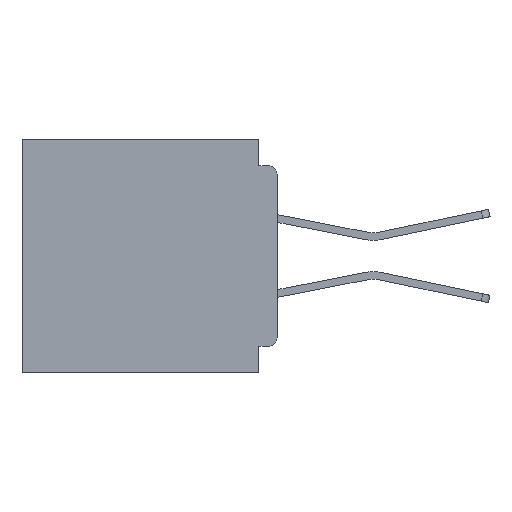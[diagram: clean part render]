
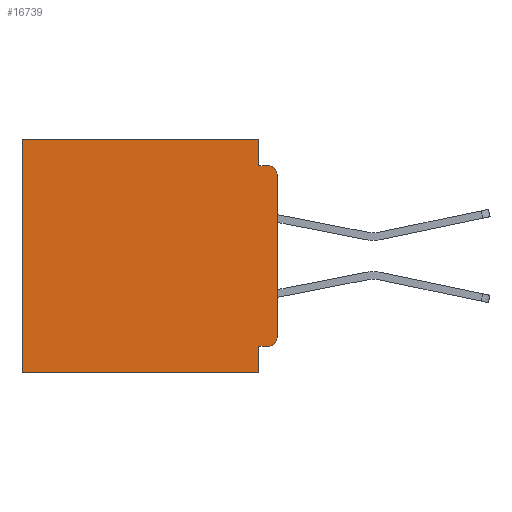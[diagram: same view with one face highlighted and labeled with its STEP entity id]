
A CAD part, left-side view. The second image highlights one B-rep face of the part: STEP entity #16739.
In plain terms, the highlighted planar face has unit normal (-1, 0, 0).
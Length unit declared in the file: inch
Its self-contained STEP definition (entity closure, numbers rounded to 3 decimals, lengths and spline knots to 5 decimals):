
#20 = VECTOR ( 'NONE', #32499, 39.37008 ) ;
#105 = CARTESIAN_POINT ( 'NONE',  ( 0.3, 0.031, 0. ) ) ;
#532 = LINE ( 'NONE', #5179, #29909 ) ;
#1792 = EDGE_CURVE ( 'NONE', #39609, #16601, #40173, .T. ) ;
#3362 = VECTOR ( 'NONE', #30633, 39.37008 ) ;
#4546 = DIRECTION ( 'NONE',  ( 0., 0., -1. ) ) ;
#4972 = CARTESIAN_POINT ( 'NONE',  ( 0.3, 0., -0.355 ) ) ;
#5179 = CARTESIAN_POINT ( 'NONE',  ( 0.3, 0., -0.045 ) ) ;
#6328 = LINE ( 'NONE', #105, #17263 ) ;
#7061 = DIRECTION ( 'NONE',  ( 0., 1., 0. ) ) ;
#7336 = VECTOR ( 'NONE', #7061, 39.37008 ) ;
#8223 = CARTESIAN_POINT ( 'NONE',  ( 0.3, 0.031, 0. ) ) ;
#8681 = DIRECTION ( 'NONE',  ( -1., 0., 0. ) ) ;
#8861 = CARTESIAN_POINT ( 'NONE',  ( 0.3, 0.015, -0.045 ) ) ;
#10157 = VECTOR ( 'NONE', #28016, 39.37008 ) ;
#10199 = EDGE_CURVE ( 'NONE', #19524, #27391, #532, .T. ) ;
#11159 = ORIENTED_EDGE ( 'NONE', *, *, #1792, .T. ) ;
#11697 = CARTESIAN_POINT ( 'NONE',  ( 0.3, 0., -0.34 ) ) ;
#12683 = DIRECTION ( 'NONE',  ( 0., 0., -1. ) ) ;
#13155 = AXIS2_PLACEMENT_3D ( 'NONE', #41757, #34587, #12683 ) ;
#13706 = EDGE_LOOP ( 'NONE', ( #37507, #30039, #21451, #33491, #15179, #44292, #26023, #36964, #19745, #11159 ) ) ;
#14291 = CIRCLE ( 'NONE', #27651, 0.015 ) ;
#14471 = CARTESIAN_POINT ( 'NONE',  ( 0.3, 0., -0.4 ) ) ;
#14682 = CARTESIAN_POINT ( 'NONE',  ( 0.3, 0.031, -0.4 ) ) ;
#14779 = DIRECTION ( 'NONE',  ( 0., 1., 0. ) ) ;
#15065 = CARTESIAN_POINT ( 'NONE',  ( 0.3, 0.031, -0.355 ) ) ;
#15179 = ORIENTED_EDGE ( 'NONE', *, *, #35217, .T. ) ;
#15777 = CARTESIAN_POINT ( 'NONE',  ( 0.3, 0.015, -0.355 ) ) ;
#16402 = EDGE_CURVE ( 'NONE', #47090, #39193, #36609, .T. ) ;
#16601 = VERTEX_POINT ( 'NONE', #11697 ) ;
#16739 = ADVANCED_FACE ( 'NONE', ( #41100 ), #23517, .F. ) ;
#17263 = VECTOR ( 'NONE', #25865, 39.37008 ) ;
#17831 = EDGE_CURVE ( 'NONE', #30059, #39193, #35929, .T. ) ;
#17874 = VERTEX_POINT ( 'NONE', #8223 ) ;
#19524 = VERTEX_POINT ( 'NONE', #24294 ) ;
#19745 = ORIENTED_EDGE ( 'NONE', *, *, #27363, .F. ) ;
#21034 = LINE ( 'NONE', #42701, #10157 ) ;
#21451 = ORIENTED_EDGE ( 'NONE', *, *, #10199, .F. ) ;
#22464 = CARTESIAN_POINT ( 'NONE',  ( 0.3, 0.437, -0.4 ) ) ;
#23235 = DIRECTION ( 'NONE',  ( -1., 0., 0. ) ) ;
#23517 = PLANE ( 'NONE',  #13155 ) ;
#24294 = CARTESIAN_POINT ( 'NONE',  ( 0.3, 0.031, -0.045 ) ) ;
#25107 = CARTESIAN_POINT ( 'NONE',  ( 0.3, 0., -0.4 ) ) ;
#25865 = DIRECTION ( 'NONE',  ( 0., 0., -1. ) ) ;
#26023 = ORIENTED_EDGE ( 'NONE', *, *, #16402, .F. ) ;
#26133 = VECTOR ( 'NONE', #37240, 39.37008 ) ;
#27172 = DIRECTION ( 'NONE',  ( 0., -1., 0. ) ) ;
#27363 = EDGE_CURVE ( 'NONE', #39609, #29828, #32668, .T. ) ;
#27391 = VERTEX_POINT ( 'NONE', #8861 ) ;
#27651 = AXIS2_PLACEMENT_3D ( 'NONE', #30620, #8681, #34302 ) ;
#28016 = DIRECTION ( 'NONE',  ( 0., 0., -1. ) ) ;
#29406 = LINE ( 'NONE', #25107, #20 ) ;
#29828 = VERTEX_POINT ( 'NONE', #15065 ) ;
#29909 = VECTOR ( 'NONE', #27172, 39.37008 ) ;
#30039 = ORIENTED_EDGE ( 'NONE', *, *, #39642, .T. ) ;
#30059 = VERTEX_POINT ( 'NONE', #30877 ) ;
#30609 = LINE ( 'NONE', #40364, #41458 ) ;
#30620 = CARTESIAN_POINT ( 'NONE',  ( 0.3, 0.015, -0.06 ) ) ;
#30633 = DIRECTION ( 'NONE',  ( 0., 1., 0. ) ) ;
#30877 = CARTESIAN_POINT ( 'NONE',  ( 0.3, 0.437, 0. ) ) ;
#31631 = CARTESIAN_POINT ( 'NONE',  ( 0.3, 0.437, -0.4 ) ) ;
#32499 = DIRECTION ( 'NONE',  ( 0., 0., -1. ) ) ;
#32668 = LINE ( 'NONE', #4972, #3362 ) ;
#33491 = ORIENTED_EDGE ( 'NONE', *, *, #38469, .F. ) ;
#34302 = DIRECTION ( 'NONE',  ( 0., 0., -1. ) ) ;
#34587 = DIRECTION ( 'NONE',  ( 1., 0., 0. ) ) ;
#35217 = EDGE_CURVE ( 'NONE', #17874, #30059, #30609, .T. ) ;
#35676 = EDGE_CURVE ( 'NONE', #36705, #16601, #29406, .T. ) ;
#35929 = LINE ( 'NONE', #22464, #26133 ) ;
#36609 = LINE ( 'NONE', #14471, #7336 ) ;
#36705 = VERTEX_POINT ( 'NONE', #40451 ) ;
#36964 = ORIENTED_EDGE ( 'NONE', *, *, #43299, .F. ) ;
#37014 = CARTESIAN_POINT ( 'NONE',  ( 0.3, 0.015, -0.34 ) ) ;
#37240 = DIRECTION ( 'NONE',  ( 0., 0., -1. ) ) ;
#37507 = ORIENTED_EDGE ( 'NONE', *, *, #35676, .F. ) ;
#38469 = EDGE_CURVE ( 'NONE', #17874, #19524, #6328, .T. ) ;
#39193 = VERTEX_POINT ( 'NONE', #31631 ) ;
#39356 = AXIS2_PLACEMENT_3D ( 'NONE', #37014, #23235, #4546 ) ;
#39609 = VERTEX_POINT ( 'NONE', #15777 ) ;
#39642 = EDGE_CURVE ( 'NONE', #36705, #27391, #14291, .T. ) ;
#40173 = CIRCLE ( 'NONE', #39356, 0.015 ) ;
#40364 = CARTESIAN_POINT ( 'NONE',  ( 0.3, 0., 0. ) ) ;
#40451 = CARTESIAN_POINT ( 'NONE',  ( 0.3, 0., -0.06 ) ) ;
#41100 = FACE_OUTER_BOUND ( 'NONE', #13706, .T. ) ;
#41458 = VECTOR ( 'NONE', #14779, 39.37008 ) ;
#41757 = CARTESIAN_POINT ( 'NONE',  ( 0.3, 0., -0.4 ) ) ;
#42701 = CARTESIAN_POINT ( 'NONE',  ( 0.3, 0.031, -0.4 ) ) ;
#43299 = EDGE_CURVE ( 'NONE', #29828, #47090, #21034, .T. ) ;
#44292 = ORIENTED_EDGE ( 'NONE', *, *, #17831, .T. ) ;
#47090 = VERTEX_POINT ( 'NONE', #14682 ) ;
